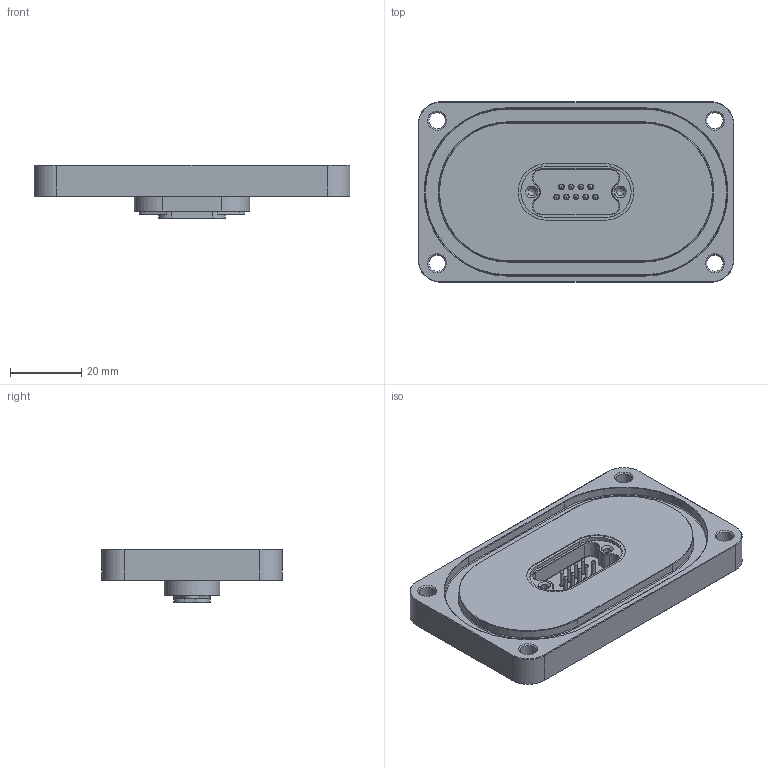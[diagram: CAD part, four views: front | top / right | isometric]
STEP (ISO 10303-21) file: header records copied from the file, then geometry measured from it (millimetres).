
FILE_DESCRIPTION(/* description */ ('Alibre Inc.'),/* implementation_level */ '2;1');
FILE_NAME(/* name */ 'export0',/* time_stamp */ '2014-11-06T16:05:12-08:00',/* author */ (''),/* organization */ (''),/* preprocessor_version */ 'ST-DEVELOPER v14',/* originating_system */ 'Alibre',/* authorisation */ '');
FILE_SCHEMA (('CONFIG_CONTROL_DESIGN'));
Length unit declared in the file: centimetre
Products named in the file (1): ID_1
Bounding box: 88.9 x 50.8 x 14.99 mm (x, y, z)
Volume: 36019.1 mm3; surface area: 14234.4 mm2
Topology: 1 solids, 1 shells, 275 faces, 575 edges, 347 vertices
Faces by surface type: plane 115, cylinder 62, cone 58, torus 40
Full cylindrical faces by diameter (mm): 1.016 x18, 2.156 x4, 4.572 x4
Entity records: 6633 total; most frequent: DIRECTION 1095, CARTESIAN_POINT 1079, ORIENTED_EDGE 968, AXIS2_PLACEMENT_3D 505, EDGE_CURVE 484, FACE_BOUND 410, EDGE_LOOP 406, VERTEX_POINT 338
